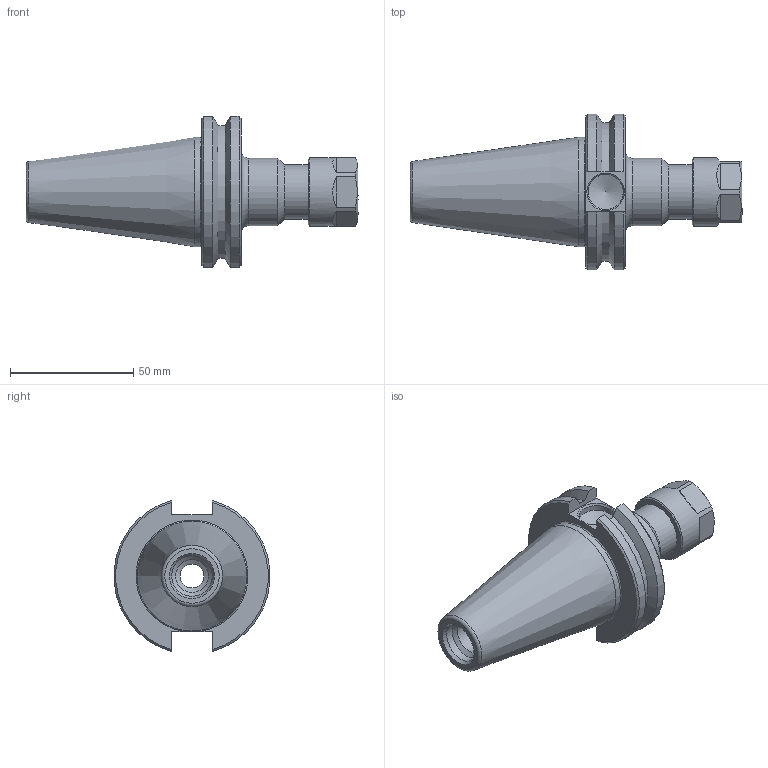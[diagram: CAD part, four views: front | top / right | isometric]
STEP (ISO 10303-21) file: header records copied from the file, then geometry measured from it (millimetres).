
FILE_DESCRIPTION(/* description */ ('BODY, ENDMILL HOLDER'),/* implementation_level */ '2;1');
FILE_NAME(/* name */ 'C40-16ERP262.stp',/* time_stamp */ '2015-09-24T13:02:29-04:00',/* author */ ('shapei'),/* organization */ (''),/* preprocessor_version */ 'ST-DEVELOPER v16.1',/* originating_system */ 'Autodesk Inventor 2016',/* authorisation */ '');
FILE_SCHEMA (('AUTOMOTIVE_DESIGN { 1 0 10303 214 3 1 1 }'));
Length unit declared in the file: inch
Products named in the file (3): C40-16ER2-1; 16ERHPN; C40-16ERP262
Assembly tree (2 placements, depth 2):
  C40-16ERP262
    C40-16ER2-1
    16ERHPN
Bounding box: 134.81 x 63.26 x 61.38 mm (x, y, z)
Volume: 120619.2 mm3; surface area: 28278.3 mm2
Topology: 3 solids, 3 shells, 89 faces, 205 edges, 128 vertices
Faces by surface type: plane 31, cone 26, cylinder 24, torus 8
Full cylindrical faces by diameter (mm): 9.728 x1, 11.176 x1, 12.04 x1, 13.386 x1, 14.3 x1, 16.002 x1, 16.459 x1, 17.01 x1, 17.112 x1, 17.272 x1, 20.066 x1, 20.168 x1, 20.676 x1, 22 x1, 22.428 x1, 27.432 x1, 27.737 x1, 44.45 x1
Entity records: 2331 total; most frequent: CARTESIAN_POINT 420, DIRECTION 401, ORIENTED_EDGE 306, AXIS2_PLACEMENT_3D 177, EDGE_CURVE 153, EDGE_LOOP 145, VERTEX_POINT 120, FACE_OUTER_BOUND 89
